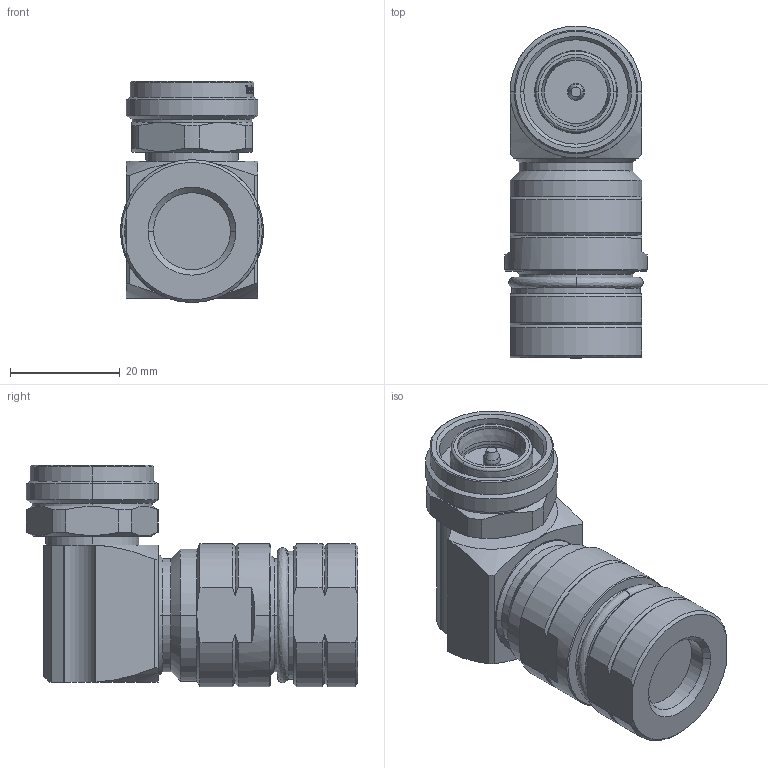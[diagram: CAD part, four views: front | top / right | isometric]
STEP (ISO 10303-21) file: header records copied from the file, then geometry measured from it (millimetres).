
FILE_DESCRIPTION (( 'STEP AP214' ), '1' );
FILE_NAME ('J01440A0013.STEP', '2019-09-19T06:46:16', ( '' ), ( '' ), 'SwSTEP 2.0', 'SolidWorks 2018', '' );
FILE_SCHEMA (( 'AUTOMOTIVE_DESIGN' ));
Length unit declared in the file: millimetre
Products named in the file (1): J01440A0013
Bounding box: 26 x 60.35 x 40.25 mm (x, y, z)
Volume: 32162.2 mm3; surface area: 9041.6 mm2
Topology: 2 solids, 6 shells, 317 faces, 786 edges, 506 vertices
Faces by surface type: plane 98, bspline 87, cylinder 76, cone 48, torus 8
Entity records: 19569 total; most frequent: CARTESIAN_POINT 9365, ORIENTED_EDGE 1572, DIRECTION 1119, EDGE_CURVE 786, VERTEX_POINT 506, AXIS2_PLACEMENT_3D 441, EDGE_LOOP 344, B_SPLINE_CURVE_WITH_KNOTS 331
